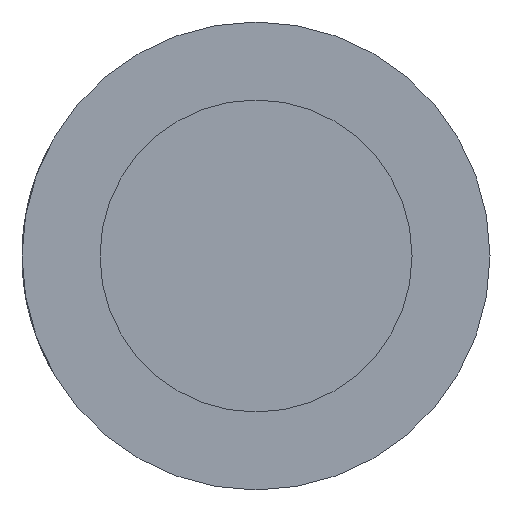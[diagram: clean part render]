
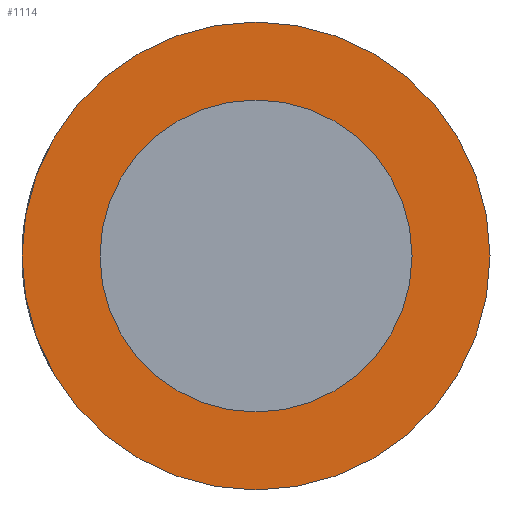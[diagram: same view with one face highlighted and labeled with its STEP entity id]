
A CAD part, front view. The second image highlights one B-rep face of the part: STEP entity #1114.
In plain terms, the highlighted planar face has unit normal (0, -1, 0).
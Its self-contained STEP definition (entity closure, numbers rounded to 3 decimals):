
#138 = CARTESIAN_POINT ( 'NONE',  ( 0., -10.94, 0.75 ) ) ;
#532 = DIRECTION ( 'NONE',  ( 0., 0., 1. ) ) ;
#624 = CARTESIAN_POINT ( 'NONE',  ( 0.5, -10.94, 0. ) ) ;
#1114 = ADVANCED_FACE ( 'NONE', ( #9492, #3023 ), #3821, .F. ) ;
#1119 = EDGE_LOOP ( 'NONE', ( #9943, #2531 ) ) ;
#1523 = EDGE_CURVE ( 'NONE', #7004, #2455, #6657, .T. ) ;
#1714 = EDGE_LOOP ( 'NONE', ( #7166, #5300 ) ) ;
#2205 = CARTESIAN_POINT ( 'NONE',  ( 0., -10.94, 0. ) ) ;
#2361 = CARTESIAN_POINT ( 'NONE',  ( 0., -10.94, 0. ) ) ;
#2455 = VERTEX_POINT ( 'NONE', #4740 ) ;
#2531 = ORIENTED_EDGE ( 'NONE', *, *, #9915, .F. ) ;
#2555 = EDGE_CURVE ( 'NONE', #2929, #6280, #4654, .T. ) ;
#2671 = AXIS2_PLACEMENT_3D ( 'NONE', #2205, #2947, #6877 ) ;
#2672 = AXIS2_PLACEMENT_3D ( 'NONE', #3680, #6026, #4496 ) ;
#2682 = DIRECTION ( 'NONE',  ( 0., 0., 1. ) ) ;
#2929 = VERTEX_POINT ( 'NONE', #138 ) ;
#2947 = DIRECTION ( 'NONE',  ( 0., 1., 0. ) ) ;
#3013 = DIRECTION ( 'NONE',  ( 0., 1., 0. ) ) ;
#3023 = FACE_BOUND ( 'NONE', #1714, .T. ) ;
#3144 = EDGE_CURVE ( 'NONE', #2455, #7004, #9987, .T. ) ;
#3680 = CARTESIAN_POINT ( 'NONE',  ( 0., -10.94, 0. ) ) ;
#3821 = PLANE ( 'NONE',  #7658 ) ;
#4457 = AXIS2_PLACEMENT_3D ( 'NONE', #4946, #5860, #2682 ) ;
#4496 = DIRECTION ( 'NONE',  ( 0., 0., 1. ) ) ;
#4654 = CIRCLE ( 'NONE', #4457, 0.75 ) ;
#4740 = CARTESIAN_POINT ( 'NONE',  ( 0., -10.94, 0.5 ) ) ;
#4946 = CARTESIAN_POINT ( 'NONE',  ( 0., -10.94, 0. ) ) ;
#5300 = ORIENTED_EDGE ( 'NONE', *, *, #1523, .T. ) ;
#5425 = DIRECTION ( 'NONE',  ( 0., 0., 1. ) ) ;
#5860 = DIRECTION ( 'NONE',  ( 0., 1., 0. ) ) ;
#5877 = CARTESIAN_POINT ( 'NONE',  ( 0., -10.94, -0.5 ) ) ;
#6026 = DIRECTION ( 'NONE',  ( 0., 1., 0. ) ) ;
#6280 = VERTEX_POINT ( 'NONE', #10061 ) ;
#6657 = CIRCLE ( 'NONE', #7943, 0.5 ) ;
#6877 = DIRECTION ( 'NONE',  ( 0., 0., 1. ) ) ;
#6918 = CIRCLE ( 'NONE', #2671, 0.75 ) ;
#7004 = VERTEX_POINT ( 'NONE', #5877 ) ;
#7166 = ORIENTED_EDGE ( 'NONE', *, *, #3144, .T. ) ;
#7658 = AXIS2_PLACEMENT_3D ( 'NONE', #624, #3013, #5425 ) ;
#7943 = AXIS2_PLACEMENT_3D ( 'NONE', #2361, #10092, #532 ) ;
#9492 = FACE_OUTER_BOUND ( 'NONE', #1119, .T. ) ;
#9915 = EDGE_CURVE ( 'NONE', #6280, #2929, #6918, .T. ) ;
#9943 = ORIENTED_EDGE ( 'NONE', *, *, #2555, .F. ) ;
#9987 = CIRCLE ( 'NONE', #2672, 0.5 ) ;
#10061 = CARTESIAN_POINT ( 'NONE',  ( 0., -10.94, -0.75 ) ) ;
#10092 = DIRECTION ( 'NONE',  ( 0., 1., 0. ) ) ;
